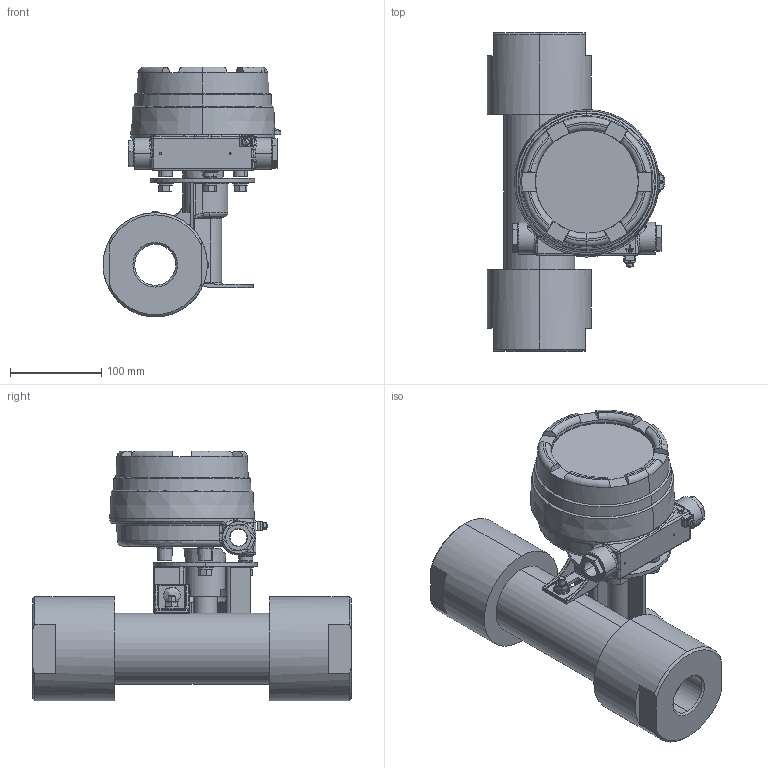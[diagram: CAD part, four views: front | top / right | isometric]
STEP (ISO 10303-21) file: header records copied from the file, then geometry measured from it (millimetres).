
FILE_DESCRIPTION (( 'STEP AP203' ), '1' );
FILE_NAME ('3809G-E-12-B-3-D-0.STEP', '2019-07-19T17:52:23', ( '' ), ( '' ), 'SwSTEP 2.0', 'SolidWorks 2019', '' );
FILE_SCHEMA (( 'CONFIG_CONTROL_DESIGN' ));
Length unit declared in the file: inch
Products named in the file (1): 3809G-E-12-B-3-D-0
Bounding box: 195.26 x 350.01 x 274.29 mm (x, y, z)
Surface area: 354881.8 mm2 (no closed solid volume)
Topology: 0 solids, 51 shells, 596 faces, 1691 edges, 1106 vertices
Faces by surface type: plane 207, cylinder 150, bspline 94, cone 83, torus 40, sphere 22
Entity records: 25317 total; most frequent: CARTESIAN_POINT 10777, DIRECTION 2940, ORIENTED_EDGE 2874, EDGE_CURVE 1677, AXIS2_PLACEMENT_3D 1179, VERTEX_POINT 1106, CIRCLE 676, EDGE_LOOP 651
